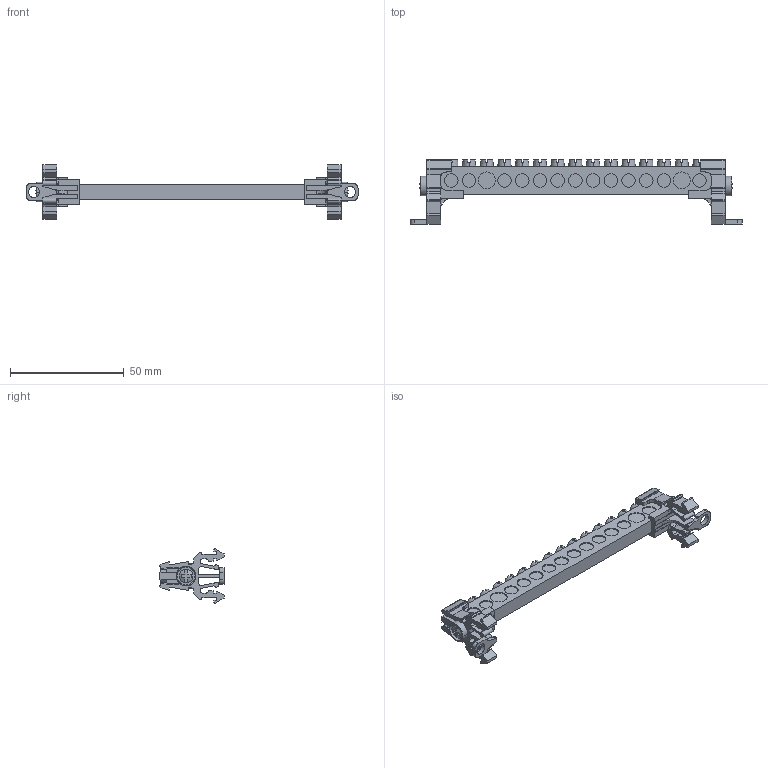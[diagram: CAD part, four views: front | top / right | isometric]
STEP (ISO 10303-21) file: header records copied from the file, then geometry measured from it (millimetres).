
FILE_DESCRIPTION (( 'STEP AP203' ), '1' );
FILE_NAME ('7x12 Tek Kutuplu Daðýtýcý Ünite - 15 Delikli - Kapaksýz.STEP', '2018-12-04T13:17:42', ( '' ), ( '' ), 'SwSTEP 2.0', 'SolidWorks 2011', '' );
FILE_SCHEMA (( 'CONFIG_CONTROL_DESIGN' ));
Length unit declared in the file: millimetre
Products named in the file (1): 7x12 Tek Kutuplu Daðýtýcý Ünite - 15 Delikli - Kapaksýz
Bounding box: 146.08 x 28.2 x 24 mm (x, y, z)
Volume: 14417.2 mm3; surface area: 11187.3 mm2
Topology: 1 solids, 2 shells, 788 faces, 2206 edges, 1466 vertices
Faces by surface type: plane 470, cylinder 246, bspline 40, cone 32
Entity records: 26182 total; most frequent: CARTESIAN_POINT 5716, ORIENTED_EDGE 4412, DIRECTION 4121, EDGE_CURVE 2206, VERTEX_POINT 1466, AXIS2_PLACEMENT_3D 1375, LINE 1371, VECTOR 1371
